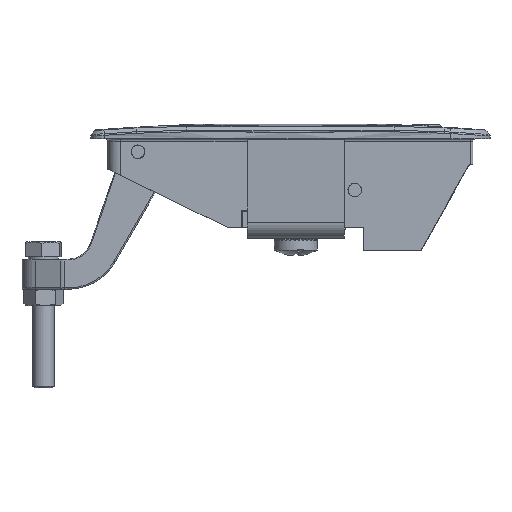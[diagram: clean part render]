
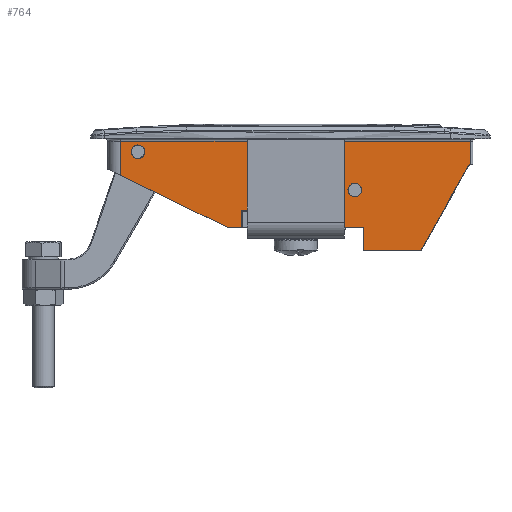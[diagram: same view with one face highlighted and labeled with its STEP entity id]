
A CAD part, front view. The second image highlights one B-rep face of the part: STEP entity #764.
In plain terms, the highlighted planar face has unit normal (0, -1, -0.006).
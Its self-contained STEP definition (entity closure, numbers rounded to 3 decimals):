
#764=ADVANCED_FACE('',(#2204,#2205,#2206),#2207,.T.);
#2204=FACE_OUTER_BOUND('',#10791,.T.);
#2205=FACE_BOUND('',#10792,.T.);
#2206=FACE_BOUND('',#10793,.T.);
#2207=PLANE('',#10794);
#10791=EDGE_LOOP('',(#21831,#21832,#21833,#21834,#21835,#21836,#21837,#21838,#21839,#21840,#21841,#21842,#21843,#21844,#21845,#21846,#21847));
#10792=EDGE_LOOP('',(#21848));
#10793=EDGE_LOOP('',(#21849));
#10794=AXIS2_PLACEMENT_3D('',#21850,#21851,#21852);
#21831=ORIENTED_EDGE('',*,*,#28659,.T.);
#21832=ORIENTED_EDGE('',*,*,#28660,.T.);
#21833=ORIENTED_EDGE('',*,*,#28191,.F.);
#21834=ORIENTED_EDGE('',*,*,#28661,.T.);
#21835=ORIENTED_EDGE('',*,*,#28629,.T.);
#21836=ORIENTED_EDGE('',*,*,#28593,.T.);
#21837=ORIENTED_EDGE('',*,*,#28316,.T.);
#21838=ORIENTED_EDGE('',*,*,#28594,.T.);
#21839=ORIENTED_EDGE('',*,*,#28658,.T.);
#21840=ORIENTED_EDGE('',*,*,#28662,.T.);
#21841=ORIENTED_EDGE('',*,*,#28298,.T.);
#21842=ORIENTED_EDGE('',*,*,#28656,.T.);
#21843=ORIENTED_EDGE('',*,*,#28643,.T.);
#21844=ORIENTED_EDGE('',*,*,#28325,.T.);
#21845=ORIENTED_EDGE('',*,*,#28321,.F.);
#21846=ORIENTED_EDGE('',*,*,#28663,.T.);
#21847=ORIENTED_EDGE('',*,*,#28329,.F.);
#21848=ORIENTED_EDGE('',*,*,#28664,.F.);
#21849=ORIENTED_EDGE('',*,*,#28665,.F.);
#21850=CARTESIAN_POINT('',(-64.982,-12.969,142.037));
#21851=DIRECTION('',(0.0,-1.,-0.006));
#21852=DIRECTION('',(0.0,0.006,-1.));
#28191=EDGE_CURVE('',#30967,#30968,#30969,.T.);
#28298=EDGE_CURVE('',#31147,#31148,#31149,.T.);
#28316=EDGE_CURVE('',#31180,#31178,#31181,.F.);
#28321=EDGE_CURVE('',#31187,#31183,#31189,.T.);
#28325=EDGE_CURVE('',#31193,#31183,#31195,.F.);
#28329=EDGE_CURVE('',#31201,#31202,#31203,.T.);
#28593=EDGE_CURVE('',#31593,#31180,#31596,.T.);
#28594=EDGE_CURVE('',#31178,#30827,#31597,.T.);
#28629=EDGE_CURVE('',#31640,#31593,#31641,.T.);
#28643=EDGE_CURVE('',#31660,#31193,#31661,.T.);
#28656=EDGE_CURVE('',#31148,#31660,#31679,.T.);
#28658=EDGE_CURVE('',#30827,#31165,#31681,.T.);
#28659=EDGE_CURVE('',#31201,#31682,#31683,.F.);
#28660=EDGE_CURVE('',#31682,#30968,#31684,.T.);
#28661=EDGE_CURVE('',#30967,#31640,#31685,.T.);
#28662=EDGE_CURVE('',#31165,#31147,#31686,.T.);
#28663=EDGE_CURVE('',#31187,#31202,#31687,.F.);
#28664=EDGE_CURVE('',#31688,#31688,#31689,.T.);
#28665=EDGE_CURVE('',#31690,#31690,#31691,.T.);
#30827=VERTEX_POINT('',#35478);
#30967=VERTEX_POINT('',#35704);
#30968=VERTEX_POINT('',#35705);
#30969=ELLIPSE('',#35706,0.2,0.2);
#31147=VERTEX_POINT('',#36219);
#31148=VERTEX_POINT('',#36220);
#31149=LINE('',#36221,#36222);
#31165=VERTEX_POINT('',#36239);
#31178=VERTEX_POINT('',#36255);
#31180=VERTEX_POINT('',#36257);
#31181=ELLIPSE('',#36258,0.6,0.6);
#31183=VERTEX_POINT('',#36260);
#31187=VERTEX_POINT('',#36264);
#31189=ELLIPSE('',#36266,0.2,0.2);
#31193=VERTEX_POINT('',#36271);
#31195=LINE('',#36273,#36274);
#31201=VERTEX_POINT('',#36282);
#31202=VERTEX_POINT('',#36283);
#31203=ELLIPSE('',#36284,0.2,0.2);
#31593=VERTEX_POINT('',#38292);
#31596=LINE('',#38296,#38297);
#31597=LINE('',#38298,#38299);
#31640=VERTEX_POINT('',#38462);
#31641=LINE('',#38463,#38464);
#31660=VERTEX_POINT('',#38557);
#31661=LINE('',#38558,#38559);
#31679=LINE('',#38587,#38588);
#31681=LINE('',#38590,#38591);
#31682=VERTEX_POINT('',#38592);
#31683=LINE('',#38593,#38594);
#31684=LINE('',#38595,#38596);
#31685=LINE('',#38597,#38598);
#31686=LINE('',#38599,#38600);
#31687=LINE('',#38601,#38602);
#31688=VERTEX_POINT('',#38603);
#31689=ELLIPSE('',#38604,1.55,1.55);
#31690=VERTEX_POINT('',#38605);
#31691=ELLIPSE('',#38606,1.55,1.55);
#35478=CARTESIAN_POINT('',(42.0,-12.116,-5.901));
#35704=CARTESIAN_POINT('',(17.1,-12.03,-20.801));
#35705=CARTESIAN_POINT('',(16.9,-12.031,-20.601));
#35706=AXIS2_PLACEMENT_3D('',#45314,#45315,#45316);
#36219=CARTESIAN_POINT('',(-39.5,-12.147,-0.497));
#36220=CARTESIAN_POINT('',(-39.5,-12.101,-8.468));
#36221=CARTESIAN_POINT('',(-39.5,-12.11,-7.0));
#36222=VECTOR('',#45475,1.0);
#36239=CARTESIAN_POINT('',(42.0,-12.147,-0.497));
#36255=CARTESIAN_POINT('',(41.993,-12.116,-5.901));
#36257=CARTESIAN_POINT('',(41.47,-12.114,-6.207));
#36258=AXIS2_PLACEMENT_3D('',#45519,#45520,#45521);
#36260=CARTESIAN_POINT('',(-11.45,-12.053,-16.801));
#36264=CARTESIAN_POINT('',(-11.25,-12.054,-16.601));
#36266=AXIS2_PLACEMENT_3D('',#45534,#45535,#45536);
#36271=CARTESIAN_POINT('',(-11.45,-12.031,-20.7));
#36273=CARTESIAN_POINT('',(-11.45,-12.054,-16.7));
#36274=VECTOR('',#45544,1.0);
#36282=CARTESIAN_POINT('',(-6.188,-12.053,-16.732));
#36283=CARTESIAN_POINT('',(-6.376,-12.054,-16.601));
#36284=AXIS2_PLACEMENT_3D('',#45550,#45551,#45552);
#38292=CARTESIAN_POINT('',(30.386,-12.0,-26.0));
#38296=CARTESIAN_POINT('',(79.255,-12.503,61.267));
#38297=VECTOR('',#45890,1.0);
#38298=CARTESIAN_POINT('',(-64.982,-12.116,-5.901));
#38299=VECTOR('',#45891,1.0);
#38462=CARTESIAN_POINT('',(17.1,-12.0,-26.0));
#38463=CARTESIAN_POINT('',(17.0,-12.0,-26.0));
#38464=VECTOR('',#45929,1.0);
#38557=CARTESIAN_POINT('',(-14.5,-12.031,-20.7));
#38558=CARTESIAN_POINT('',(-14.5,-12.031,-20.7));
#38559=VECTOR('',#45940,1.0);
#38587=CARTESIAN_POINT('',(-42.5,-12.11,-7.));
#38588=VECTOR('',#45957,1.0);
#38590=CARTESIAN_POINT('',(42.0,-12.15,0.));
#38591=VECTOR('',#45961,1.0);
#38592=CARTESIAN_POINT('',(-4.78,-12.031,-20.601));
#38593=CARTESIAN_POINT('',(-4.756,-12.031,-20.666));
#38594=VECTOR('',#45962,1.0);
#38595=CARTESIAN_POINT('',(17.0,-12.031,-20.601));
#38596=VECTOR('',#45963,1.0);
#38597=CARTESIAN_POINT('',(17.1,-12.0,-26.0));
#38598=VECTOR('',#45964,1.0);
#38599=CARTESIAN_POINT('',(-64.982,-12.147,-0.497));
#38600=VECTOR('',#45965,1.0);
#38601=CARTESIAN_POINT('',(-6.306,-12.054,-16.601));
#38602=VECTOR('',#45966,1.0);
#38603=CARTESIAN_POINT('',(15.0,-12.09,-10.35));
#38604=AXIS2_PLACEMENT_3D('',#45967,#45968,#45969);
#38605=CARTESIAN_POINT('',(-35.5,-12.142,-1.45));
#38606=AXIS2_PLACEMENT_3D('',#45970,#45971,#45972);
#45314=CARTESIAN_POINT('',(16.9,-12.03,-20.801));
#45315=DIRECTION('',(0.0,-1.,-0.006));
#45316=DIRECTION('',(0.0,-0.006,1.));
#45475=DIRECTION('',(0.,0.006,-1.));
#45519=CARTESIAN_POINT('',(41.993,-12.112,-6.501));
#45520=DIRECTION('',(0.0,-1.,-0.006));
#45521=DIRECTION('',(0.0,-0.006,1.));
#45534=CARTESIAN_POINT('',(-11.25,-12.053,-16.801));
#45535=DIRECTION('',(0.0,-1.,-0.006));
#45536=DIRECTION('',(0.,0.006,-1.));
#45544=DIRECTION('',(0.,0.006,-1.));
#45550=CARTESIAN_POINT('',(-6.376,-12.053,-16.801));
#45551=DIRECTION('',(0.0,-1.,-0.006));
#45552=DIRECTION('',(0.,-0.006,1.));
#45890=DIRECTION('',(0.489,-0.005,0.872));
#45891=DIRECTION('',(1.0,0.0,0.0));
#45929=DIRECTION('',(1.0,0.,0.));
#45940=DIRECTION('',(1.0,0.,0.));
#45957=DIRECTION('',(0.898,0.003,-0.439));
#45961=DIRECTION('',(0.,-0.006,1.));
#45962=DIRECTION('',(-0.342,-0.005,0.94));
#45963=DIRECTION('',(1.0,0.,0.));
#45964=DIRECTION('',(0.,0.006,-1.));
#45965=DIRECTION('',(-1.0,0.0,0.0));
#45966=DIRECTION('',(-1.0,0.0,0.0));
#45967=CARTESIAN_POINT('',(15.0,-12.081,-11.9));
#45968=DIRECTION('',(0.0,-1.,-0.006));
#45969=DIRECTION('',(0.0,-0.006,1.));
#45970=CARTESIAN_POINT('',(-35.5,-12.133,-3.0));
#45971=DIRECTION('',(0.0,-1.,-0.006));
#45972=DIRECTION('',(0.0,-0.006,1.));
